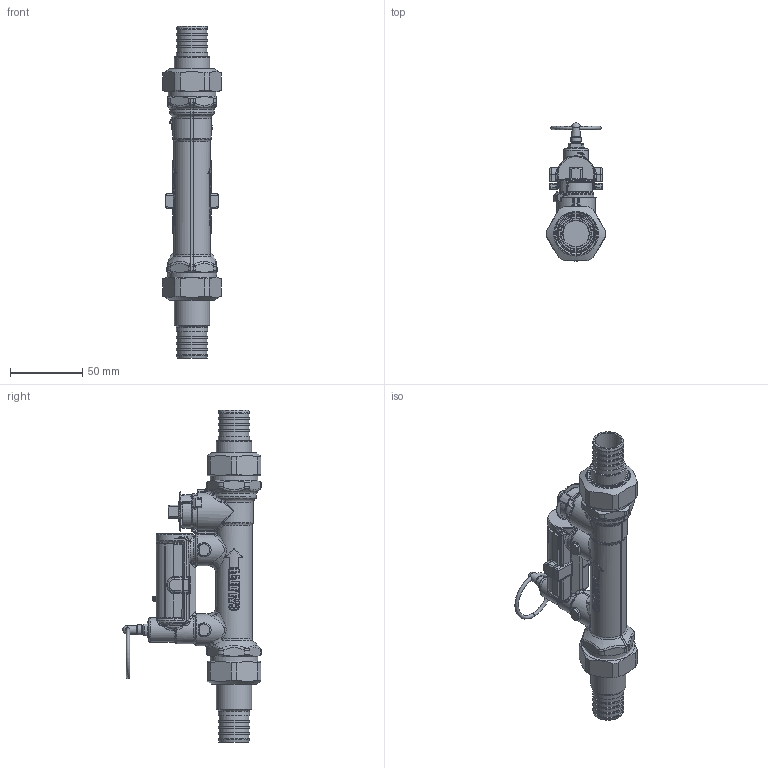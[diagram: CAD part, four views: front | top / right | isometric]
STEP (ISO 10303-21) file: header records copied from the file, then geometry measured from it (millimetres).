
FILE_DESCRIPTION(/* description */ (''),/* implementation_level */ '2;1');
FILE_NAME(/* name */ '132654AFC.stp',/* time_stamp */ '2025-07-16T10:17:04-05:00',/* author */ ('ischreiner'),/* organization */ (''),/* preprocessor_version */ 'ST-DEVELOPER v20',/* originating_system */ 'Autodesk Inventor 2025',/* authorisation */ '');
FILE_SCHEMA (('AUTOMOTIVE_DESIGN { 1 0 10303 214 3 1 1 }'));
Length unit declared in the file: inch
Products named in the file (5): 132654AFC; 132637 - TST; F61008 - 1 inch union nut; F0015065 PEX crimp 1 in tailpiece for check; F0002150 PEX crimp 1 in tailpiece
Assembly tree (5 placements, depth 2):
  132654AFC
    132637 - TST
    F61008 - 1 inch union nut  x2
    F0015065 PEX crimp 1 in tailpiece for check
    F0002150 PEX crimp 1 in tailpiece
Bounding box: 40.63 x 95.91 x 230.01 mm (x, y, z)
Volume: 187990.4 mm3; surface area: 58066.3 mm2
Topology: 8 solids, 8 shells, 1866 faces, 4355 edges, 2477 vertices
Faces by surface type: bspline 924, cylinder 397, plane 277, sphere 107, torus 92, cone 69
Full cylindrical faces by diameter (mm): 2.5 x1, 3 x1, 3.1 x1, 3.3 x1, 4.1 x1, 4.2 x1, 6 x2, 7 x1, 14.5 x1, 16.256 x1, 17 x1, 18.161 x2, 19.812 x1, 20.091 x2, 20.574 x1, 20.6 x1, 20.701 x8, 21.742 x10, 22 x2, 22.7 x2, 24.2 x1, 24.384 x2, 26 x1, 26.416 x2, 26.924 x2, 29.972 x2, 30.302 x2, 33.1 x2
Entity records: 123392 total; most frequent: CARTESIAN_POINT 85508, ORIENTED_EDGE 8440, DIRECTION 6861, EDGE_CURVE 4220, AXIS2_PLACEMENT_3D 2998, VERTEX_POINT 2442, EDGE_LOOP 1914, FACE_OUTER_BOUND 1845
